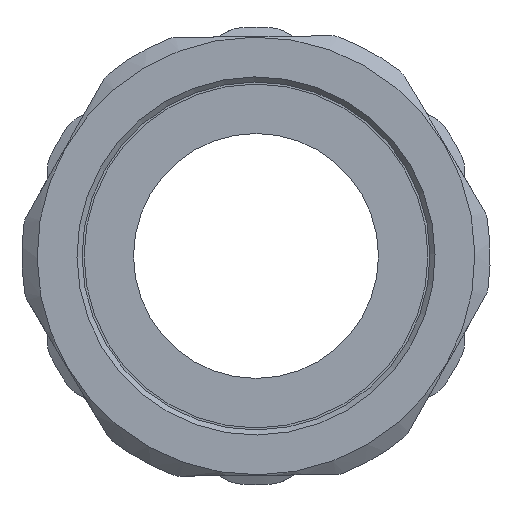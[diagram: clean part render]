
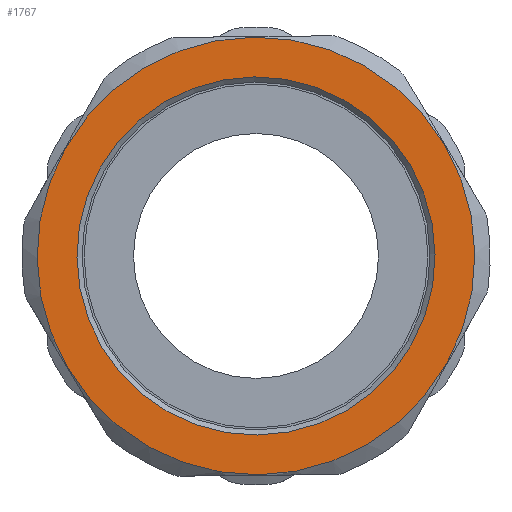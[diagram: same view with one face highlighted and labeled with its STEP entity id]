
A CAD part, front view. The second image highlights one B-rep face of the part: STEP entity #1767.
In plain terms, the highlighted planar face has unit normal (0, -1, 0).
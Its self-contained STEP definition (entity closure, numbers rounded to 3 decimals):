
#230=FACE_BOUND('',#401,.T.);
#244=PLANE('',#1917);
#298=FACE_OUTER_BOUND('',#400,.T.);
#400=EDGE_LOOP('',(#1342));
#401=EDGE_LOOP('',(#1343));
#664=CIRCLE('',#1916,17.55);
#665=CIRCLE('',#1918,21.45);
#766=VERTEX_POINT('',#2774);
#767=VERTEX_POINT('',#2778);
#976=EDGE_CURVE('',#766,#766,#664,.T.);
#977=EDGE_CURVE('',#767,#767,#665,.T.);
#1342=ORIENTED_EDGE('',*,*,#977,.T.);
#1343=ORIENTED_EDGE('',*,*,#976,.F.);
#1767=ADVANCED_FACE('',(#298,#230),#244,.T.);
#1916=AXIS2_PLACEMENT_3D('',#2776,#2182,#2183);
#1917=AXIS2_PLACEMENT_3D('',#2777,#2184,#2185);
#1918=AXIS2_PLACEMENT_3D('',#2779,#2186,#2187);
#2182=DIRECTION('center_axis',(0.,-1.,0.));
#2183=DIRECTION('ref_axis',(0.861,0.,0.509));
#2184=DIRECTION('center_axis',(0.,-1.,0.));
#2185=DIRECTION('ref_axis',(0.509,0.,-0.861));
#2186=DIRECTION('center_axis',(0.,-1.,0.));
#2187=DIRECTION('ref_axis',(0.861,0.,0.509));
#2774=CARTESIAN_POINT('',(-15.108,-7.375,-8.93));
#2776=CARTESIAN_POINT('Origin',(0.,-7.375,
0.));
#2777=CARTESIAN_POINT('Origin',(-14.678,-7.375,-8.676));
#2778=CARTESIAN_POINT('',(-18.465,-7.375,-10.915));
#2779=CARTESIAN_POINT('Origin',(0.,-7.375,
0.));
